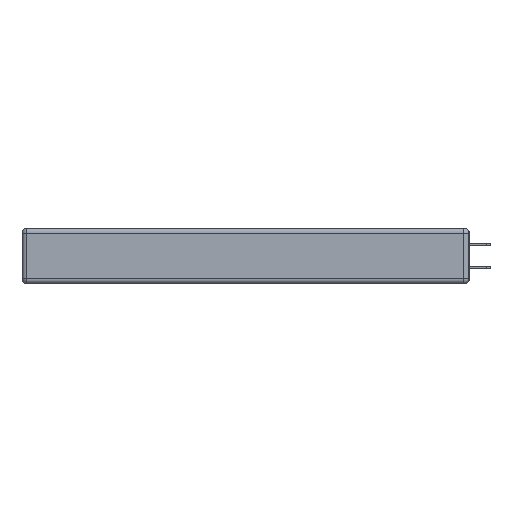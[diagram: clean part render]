
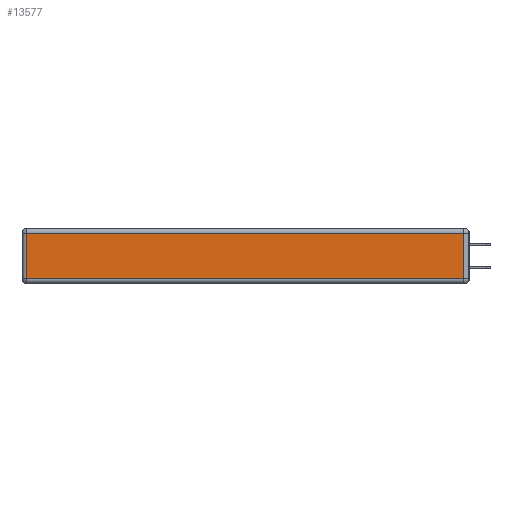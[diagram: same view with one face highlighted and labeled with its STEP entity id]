
A CAD part, left-side view. The second image highlights one B-rep face of the part: STEP entity #13577.
In plain terms, the highlighted planar face has unit normal (-1, 0, 0).
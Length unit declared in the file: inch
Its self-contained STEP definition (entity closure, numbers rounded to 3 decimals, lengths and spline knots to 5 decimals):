
#331 = VERTEX_POINT ( 'NONE', #661 ) ;
#661 = CARTESIAN_POINT ( 'NONE',  ( 0., 2.72, -0.03 ) ) ;
#2161 = DIRECTION ( 'NONE',  ( -1., 0., 0. ) ) ;
#2439 = LINE ( 'NONE', #14304, #24707 ) ;
#4013 = CARTESIAN_POINT ( 'NONE',  ( 0., 0.03, -0.343 ) ) ;
#5019 = AXIS2_PLACEMENT_3D ( 'NONE', #12992, #2161, #8929 ) ;
#5042 = ORIENTED_EDGE ( 'NONE', *, *, #13420, .T. ) ;
#5071 = DIRECTION ( 'NONE',  ( 0., -1., 0. ) ) ;
#6178 = DIRECTION ( 'NONE',  ( 0., 0., 1. ) ) ;
#6667 = PLANE ( 'NONE',  #5019 ) ;
#6683 = EDGE_LOOP ( 'NONE', ( #16039, #22029, #5042, #18565 ) ) ;
#7638 = EDGE_CURVE ( 'NONE', #331, #27184, #21035, .T. ) ;
#8929 = DIRECTION ( 'NONE',  ( 0., 0., 1. ) ) ;
#9396 = CARTESIAN_POINT ( 'NONE',  ( 0., 0., -0.313 ) ) ;
#11175 = VERTEX_POINT ( 'NONE', #26015 ) ;
#11194 = LINE ( 'NONE', #9396, #21014 ) ;
#11521 = FACE_OUTER_BOUND ( 'NONE', #6683, .T. ) ;
#12992 = CARTESIAN_POINT ( 'NONE',  ( 0., 0., -0.343 ) ) ;
#13066 = CARTESIAN_POINT ( 'NONE',  ( 0., 2.72, -0.343 ) ) ;
#13305 = CARTESIAN_POINT ( 'NONE',  ( 0., 0.03, -0.313 ) ) ;
#13420 = EDGE_CURVE ( 'NONE', #11175, #331, #2439, .T. ) ;
#13577 = ADVANCED_FACE ( 'NONE', ( #11521 ), #6667, .T. ) ;
#13732 = CARTESIAN_POINT ( 'NONE',  ( 0., 2.72, -0.313 ) ) ;
#14304 = CARTESIAN_POINT ( 'NONE',  ( 0., 2.75, -0.03 ) ) ;
#15649 = VECTOR ( 'NONE', #27903, 39.37008 ) ;
#16039 = ORIENTED_EDGE ( 'NONE', *, *, #17055, .T. ) ;
#17055 = EDGE_CURVE ( 'NONE', #27184, #21598, #11194, .T. ) ;
#17453 = EDGE_CURVE ( 'NONE', #21598, #11175, #21657, .T. ) ;
#18565 = ORIENTED_EDGE ( 'NONE', *, *, #7638, .T. ) ;
#21014 = VECTOR ( 'NONE', #5071, 39.37008 ) ;
#21035 = LINE ( 'NONE', #13066, #15649 ) ;
#21598 = VERTEX_POINT ( 'NONE', #13305 ) ;
#21657 = LINE ( 'NONE', #4013, #23688 ) ;
#22029 = ORIENTED_EDGE ( 'NONE', *, *, #17453, .T. ) ;
#23688 = VECTOR ( 'NONE', #6178, 39.37008 ) ;
#24707 = VECTOR ( 'NONE', #27359, 39.37008 ) ;
#26015 = CARTESIAN_POINT ( 'NONE',  ( 0., 0.03, -0.03 ) ) ;
#27184 = VERTEX_POINT ( 'NONE', #13732 ) ;
#27359 = DIRECTION ( 'NONE',  ( 0., 1., 0. ) ) ;
#27903 = DIRECTION ( 'NONE',  ( 0., 0., -1. ) ) ;
